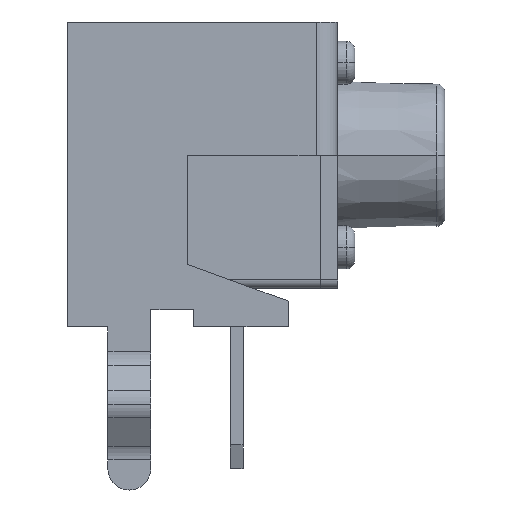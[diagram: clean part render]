
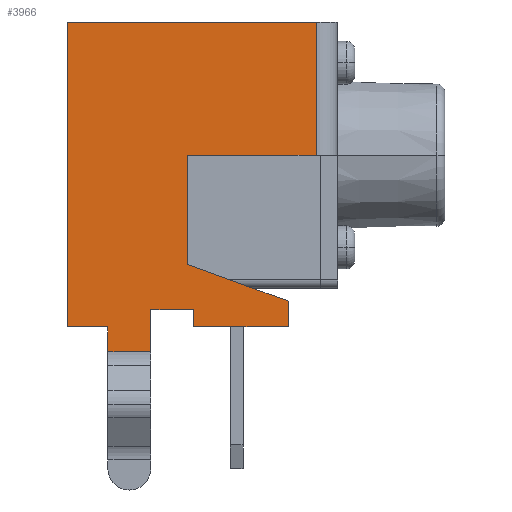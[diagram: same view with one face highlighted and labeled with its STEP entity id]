
A CAD part, left-side view. The second image highlights one B-rep face of the part: STEP entity #3966.
In plain terms, the highlighted planar face has unit normal (-1, 0, 0).
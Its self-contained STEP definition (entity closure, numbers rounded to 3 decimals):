
#23 = VECTOR ( 'NONE', #3510, 1000. ) ;
#126 = VERTEX_POINT ( 'NONE', #6484 ) ;
#570 = DIRECTION ( 'NONE',  ( 0., 0., -1. ) ) ;
#583 = LINE ( 'NONE', #9372, #14146 ) ;
#1555 = VECTOR ( 'NONE', #11508, 1000. ) ;
#1573 = DIRECTION ( 'NONE',  ( 0., -0.94, -0.342 ) ) ;
#1713 = DIRECTION ( 'NONE',  ( 0., -1., 0. ) ) ;
#1715 = CARTESIAN_POINT ( 'NONE',  ( -3.75, 5.9, 3.1 ) ) ;
#1900 = CARTESIAN_POINT ( 'NONE',  ( -3.75, 0.75, -3.4 ) ) ;
#1997 = DIRECTION ( 'NONE',  ( 0., 1., 0. ) ) ;
#2303 = VERTEX_POINT ( 'NONE', #6810 ) ;
#2436 = LINE ( 'NONE', #5310, #12626 ) ;
#2852 = VERTEX_POINT ( 'NONE', #14593 ) ;
#3125 = DIRECTION ( 'NONE',  ( -1., 0., 0. ) ) ;
#3130 = EDGE_CURVE ( 'NONE', #126, #12442, #8616, .T. ) ;
#3151 = CARTESIAN_POINT ( 'NONE',  ( -3.75, 3.95, -4.58 ) ) ;
#3180 = VERTEX_POINT ( 'NONE', #7290 ) ;
#3378 = ORIENTED_EDGE ( 'NONE', *, *, #12861, .F. ) ;
#3506 = EDGE_CURVE ( 'NONE', #16206, #2852, #13399, .T. ) ;
#3510 = DIRECTION ( 'NONE',  ( 0., 0., -1. ) ) ;
#3602 = EDGE_CURVE ( 'NONE', #13969, #9738, #9171, .T. ) ;
#3729 = ORIENTED_EDGE ( 'NONE', *, *, #10430, .F. ) ;
#3783 = DIRECTION ( 'NONE',  ( 0., 1., 0. ) ) ;
#3822 = DIRECTION ( 'NONE',  ( 0., 1., 0. ) ) ;
#3966 = ADVANCED_FACE ( 'NONE', ( #7561 ), #18903, .T. ) ;
#4000 = CARTESIAN_POINT ( 'NONE',  ( -3.75, 3.95, -3.6 ) ) ;
#4056 = LINE ( 'NONE', #7400, #15398 ) ;
#4287 = CARTESIAN_POINT ( 'NONE',  ( -3.75, 3.1, -2.545 ) ) ;
#4702 = ORIENTED_EDGE ( 'NONE', *, *, #16790, .F. ) ;
#4901 = ORIENTED_EDGE ( 'NONE', *, *, #13611, .F. ) ;
#4976 = ORIENTED_EDGE ( 'NONE', *, *, #3506, .F. ) ;
#5056 = EDGE_CURVE ( 'NONE', #12487, #8538, #18801, .T. ) ;
#5115 = ORIENTED_EDGE ( 'NONE', *, *, #5056, .T. ) ;
#5310 = CARTESIAN_POINT ( 'NONE',  ( -3.75, 0.1, 3.1 ) ) ;
#5925 = EDGE_CURVE ( 'NONE', #2303, #3180, #18625, .T. ) ;
#6043 = DIRECTION ( 'NONE',  ( 0., 0., 1. ) ) ;
#6136 = CARTESIAN_POINT ( 'NONE',  ( -3.75, 3.1, 0. ) ) ;
#6218 = LINE ( 'NONE', #15030, #16029 ) ;
#6230 = ORIENTED_EDGE ( 'NONE', *, *, #3602, .F. ) ;
#6317 = LINE ( 'NONE', #12156, #10504 ) ;
#6408 = DIRECTION ( 'NONE',  ( 0., 0., -1. ) ) ;
#6484 = CARTESIAN_POINT ( 'NONE',  ( -3.75, 4.95, -4. ) ) ;
#6642 = VECTOR ( 'NONE', #11183, 1000. ) ;
#6810 = CARTESIAN_POINT ( 'NONE',  ( -3.75, 2.95, -3.6 ) ) ;
#6938 = LINE ( 'NONE', #15302, #13926 ) ;
#7290 = CARTESIAN_POINT ( 'NONE',  ( -3.75, 3.95, -3.6 ) ) ;
#7370 = DIRECTION ( 'NONE',  ( 0., 0., -1. ) ) ;
#7400 = CARTESIAN_POINT ( 'NONE',  ( -3.75, 2.95, -3.6 ) ) ;
#7561 = FACE_OUTER_BOUND ( 'NONE', #7575, .T. ) ;
#7575 = EDGE_LOOP ( 'NONE', ( #9655, #4976, #11209, #5115, #16242, #18268, #16645, #11991, #13113, #3729, #4901, #4702, #3378, #6230 ) ) ;
#7609 = VECTOR ( 'NONE', #1573, 1000. ) ;
#7649 = CARTESIAN_POINT ( 'NONE',  ( -3.75, 0.1, 3.1 ) ) ;
#8196 = VERTEX_POINT ( 'NONE', #1900 ) ;
#8538 = VERTEX_POINT ( 'NONE', #8925 ) ;
#8616 = LINE ( 'NONE', #9952, #1555 ) ;
#8762 = VERTEX_POINT ( 'NONE', #3151 ) ;
#8925 = CARTESIAN_POINT ( 'NONE',  ( -3.75, 5.9, -4. ) ) ;
#9171 = LINE ( 'NONE', #16643, #23 ) ;
#9274 = DIRECTION ( 'NONE',  ( 0., 1., 0. ) ) ;
#9372 = CARTESIAN_POINT ( 'NONE',  ( -3.75, 5.9, -4. ) ) ;
#9655 = ORIENTED_EDGE ( 'NONE', *, *, #9954, .F. ) ;
#9719 = CARTESIAN_POINT ( 'NONE',  ( -3.75, 5.9, 3.1 ) ) ;
#9738 = VERTEX_POINT ( 'NONE', #4287 ) ;
#9952 = CARTESIAN_POINT ( 'NONE',  ( -3.75, 4.95, -4. ) ) ;
#9954 = EDGE_CURVE ( 'NONE', #2852, #13969, #12427, .T. ) ;
#10087 = DIRECTION ( 'NONE',  ( 0., 1., 0. ) ) ;
#10394 = VECTOR ( 'NONE', #7370, 1000. ) ;
#10430 = EDGE_CURVE ( 'NONE', #17127, #2303, #4056, .T. ) ;
#10504 = VECTOR ( 'NONE', #6408, 1000. ) ;
#10784 = CARTESIAN_POINT ( 'NONE',  ( -3.75, 2.95, -4. ) ) ;
#10903 = EDGE_CURVE ( 'NONE', #8762, #12442, #6218, .T. ) ;
#11183 = DIRECTION ( 'NONE',  ( 0., 0., -1. ) ) ;
#11209 = ORIENTED_EDGE ( 'NONE', *, *, #16965, .T. ) ;
#11508 = DIRECTION ( 'NONE',  ( 0., 0., -1. ) ) ;
#11533 = CARTESIAN_POINT ( 'NONE',  ( -3.75, 0.75, -4. ) ) ;
#11540 = LINE ( 'NONE', #17169, #17053 ) ;
#11661 = EDGE_CURVE ( 'NONE', #3180, #8762, #6938, .T. ) ;
#11779 = VERTEX_POINT ( 'NONE', #11533 ) ;
#11871 = CARTESIAN_POINT ( 'NONE',  ( -3.75, 0.1, 3.1 ) ) ;
#11991 = ORIENTED_EDGE ( 'NONE', *, *, #11661, .F. ) ;
#12156 = CARTESIAN_POINT ( 'NONE',  ( -3.75, 0.75, -4. ) ) ;
#12165 = LINE ( 'NONE', #14693, #7609 ) ;
#12427 = LINE ( 'NONE', #12599, #18104 ) ;
#12442 = VERTEX_POINT ( 'NONE', #16262 ) ;
#12487 = VERTEX_POINT ( 'NONE', #1715 ) ;
#12599 = CARTESIAN_POINT ( 'NONE',  ( -3.75, 0.1, 0. ) ) ;
#12626 = VECTOR ( 'NONE', #3783, 1000. ) ;
#12861 = EDGE_CURVE ( 'NONE', #9738, #8196, #12165, .T. ) ;
#13113 = ORIENTED_EDGE ( 'NONE', *, *, #5925, .F. ) ;
#13399 = LINE ( 'NONE', #7649, #10394 ) ;
#13611 = EDGE_CURVE ( 'NONE', #11779, #17127, #11540, .T. ) ;
#13657 = VECTOR ( 'NONE', #3822, 1000. ) ;
#13777 = DIRECTION ( 'NONE',  ( 0., 1., 0. ) ) ;
#13926 = VECTOR ( 'NONE', #570, 1000. ) ;
#13969 = VERTEX_POINT ( 'NONE', #6136 ) ;
#14146 = VECTOR ( 'NONE', #9274, 1000. ) ;
#14593 = CARTESIAN_POINT ( 'NONE',  ( -3.75, 0.1, 0. ) ) ;
#14693 = CARTESIAN_POINT ( 'NONE',  ( -3.75, 0.75, -3.4 ) ) ;
#15030 = CARTESIAN_POINT ( 'NONE',  ( -3.75, 3.95, -4.58 ) ) ;
#15302 = CARTESIAN_POINT ( 'NONE',  ( -3.75, 3.95, -4. ) ) ;
#15398 = VECTOR ( 'NONE', #6043, 1000. ) ;
#15763 = EDGE_CURVE ( 'NONE', #126, #8538, #583, .T. ) ;
#16029 = VECTOR ( 'NONE', #1997, 1000. ) ;
#16070 = AXIS2_PLACEMENT_3D ( 'NONE', #11871, #3125, #1713 ) ;
#16206 = VERTEX_POINT ( 'NONE', #17813 ) ;
#16242 = ORIENTED_EDGE ( 'NONE', *, *, #15763, .F. ) ;
#16262 = CARTESIAN_POINT ( 'NONE',  ( -3.75, 4.95, -4.58 ) ) ;
#16643 = CARTESIAN_POINT ( 'NONE',  ( -3.75, 3.1, -2.545 ) ) ;
#16645 = ORIENTED_EDGE ( 'NONE', *, *, #10903, .F. ) ;
#16790 = EDGE_CURVE ( 'NONE', #8196, #11779, #6317, .T. ) ;
#16965 = EDGE_CURVE ( 'NONE', #16206, #12487, #2436, .T. ) ;
#17053 = VECTOR ( 'NONE', #10087, 1000. ) ;
#17127 = VERTEX_POINT ( 'NONE', #10784 ) ;
#17169 = CARTESIAN_POINT ( 'NONE',  ( -3.75, 2.95, -4. ) ) ;
#17813 = CARTESIAN_POINT ( 'NONE',  ( -3.75, 0.1, 3.1 ) ) ;
#18104 = VECTOR ( 'NONE', #13777, 1000. ) ;
#18268 = ORIENTED_EDGE ( 'NONE', *, *, #3130, .T. ) ;
#18625 = LINE ( 'NONE', #4000, #13657 ) ;
#18801 = LINE ( 'NONE', #9719, #6642 ) ;
#18903 = PLANE ( 'NONE',  #16070 ) ;
